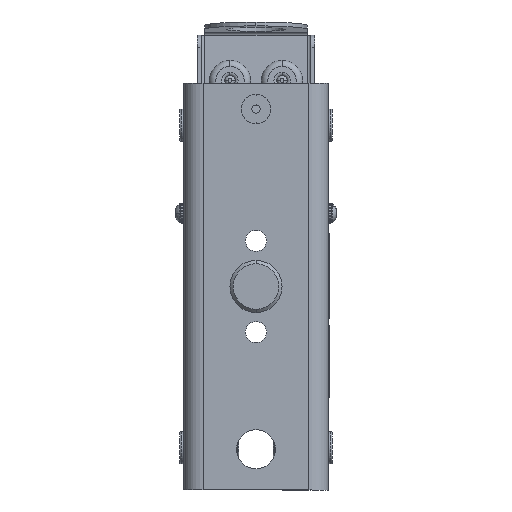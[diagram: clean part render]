
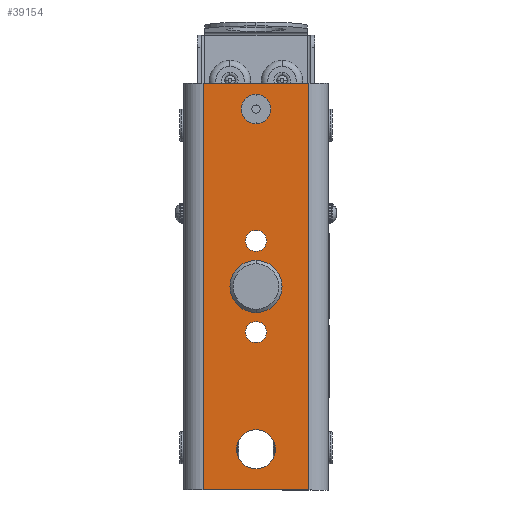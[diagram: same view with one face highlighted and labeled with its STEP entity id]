
A CAD part, front view. The second image highlights one B-rep face of the part: STEP entity #39154.
In plain terms, the highlighted planar face has unit normal (0, -1, 0).
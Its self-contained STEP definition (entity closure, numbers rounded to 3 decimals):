
#321 = CARTESIAN_POINT ( 'NONE',  ( 0., 0., 0. ) ) ;
#392 = CARTESIAN_POINT ( 'NONE',  ( 0., 0., 50. ) ) ;
#1110 = AXIS2_PLACEMENT_3D ( 'NONE', #2107, #32337, #15337 ) ;
#1467 = CARTESIAN_POINT ( 'NONE',  ( 0., 0., 14. ) ) ;
#2073 = ORIENTED_EDGE ( 'NONE', *, *, #28062, .T. ) ;
#2107 = CARTESIAN_POINT ( 'NONE',  ( 0., 0., 0. ) ) ;
#2510 = FACE_BOUND ( 'NONE', #27346, .T. ) ;
#2531 = ORIENTED_EDGE ( 'NONE', *, *, #46391, .F. ) ;
#3247 = DIRECTION ( 'NONE',  ( 0., -1., 0. ) ) ;
#3676 = AXIS2_PLACEMENT_3D ( 'NONE', #321, #9452, #13601 ) ;
#3993 = ORIENTED_EDGE ( 'NONE', *, *, #16771, .F. ) ;
#4706 = CARTESIAN_POINT ( 'NONE',  ( 16.25, 0., 62.5 ) ) ;
#4793 = CIRCLE ( 'NONE', #16737, 6. ) ;
#5689 = EDGE_CURVE ( 'NONE', #50522, #25581, #33550, .T. ) ;
#5885 = ORIENTED_EDGE ( 'NONE', *, *, #45499, .F. ) ;
#6421 = FACE_BOUND ( 'NONE', #37946, .T. ) ;
#6597 = CARTESIAN_POINT ( 'NONE',  ( -3.25, 0., 14. ) ) ;
#6921 = VERTEX_POINT ( 'NONE', #42681 ) ;
#6952 = CARTESIAN_POINT ( 'NONE',  ( 16.25, 0., 62.5 ) ) ;
#7109 = VERTEX_POINT ( 'NONE', #19052 ) ;
#7238 = CARTESIAN_POINT ( 'NONE',  ( 0., 0., -14. ) ) ;
#7485 = DIRECTION ( 'NONE',  ( 0., -1., 0. ) ) ;
#7846 = CIRCLE ( 'NONE', #28278, 3.25 ) ;
#8179 = DIRECTION ( 'NONE',  ( 0., 0., -1. ) ) ;
#8471 = EDGE_LOOP ( 'NONE', ( #50738, #2531 ) ) ;
#8644 = VERTEX_POINT ( 'NONE', #53074 ) ;
#8694 = VECTOR ( 'NONE', #8179, 1000. ) ;
#9244 = CARTESIAN_POINT ( 'NONE',  ( 22.25, 0., 62.5 ) ) ;
#9452 = DIRECTION ( 'NONE',  ( 0., -1., 0. ) ) ;
#10294 = ORIENTED_EDGE ( 'NONE', *, *, #44481, .F. ) ;
#10568 = DIRECTION ( 'NONE',  ( 1., 0., 0. ) ) ;
#10802 = ORIENTED_EDGE ( 'NONE', *, *, #26853, .F. ) ;
#11339 = CIRCLE ( 'NONE', #51462, 3.25 ) ;
#11994 = VERTEX_POINT ( 'NONE', #19953 ) ;
#12006 = DIRECTION ( 'NONE',  ( 0., 0., -1. ) ) ;
#12696 = DIRECTION ( 'NONE',  ( 1., 0., 0. ) ) ;
#13601 = DIRECTION ( 'NONE',  ( 1., 0., 0. ) ) ;
#13634 = VERTEX_POINT ( 'NONE', #6952 ) ;
#13808 = FACE_BOUND ( 'NONE', #43095, .T. ) ;
#14024 = CARTESIAN_POINT ( 'NONE',  ( 0., 0., -50. ) ) ;
#14216 = CIRCLE ( 'NONE', #54248, 4.5 ) ;
#14942 = VERTEX_POINT ( 'NONE', #26144 ) ;
#15337 = DIRECTION ( 'NONE',  ( 1., 0., 0. ) ) ;
#16024 = CARTESIAN_POINT ( 'NONE',  ( 6.25, 0., 0. ) ) ;
#16620 = DIRECTION ( 'NONE',  ( -1., 0., 0. ) ) ;
#16737 = AXIS2_PLACEMENT_3D ( 'NONE', #14024, #31191, #35468 ) ;
#16771 = EDGE_CURVE ( 'NONE', #22044, #54824, #19104, .T. ) ;
#17140 = AXIS2_PLACEMENT_3D ( 'NONE', #32686, #20167, #37323 ) ;
#18194 = VECTOR ( 'NONE', #36428, 1000. ) ;
#19052 = CARTESIAN_POINT ( 'NONE',  ( -16.25, 0., 62.5 ) ) ;
#19085 = CIRCLE ( 'NONE', #3676, 6.25 ) ;
#19104 = CIRCLE ( 'NONE', #47549, 3.25 ) ;
#19953 = CARTESIAN_POINT ( 'NONE',  ( 3.25, 0., -14. ) ) ;
#20167 = DIRECTION ( 'NONE',  ( 0., -1., 0. ) ) ;
#20532 = LINE ( 'NONE', #4706, #21258 ) ;
#20909 = EDGE_CURVE ( 'NONE', #32692, #22332, #50773, .T. ) ;
#21135 = VERTEX_POINT ( 'NONE', #36017 ) ;
#21258 = VECTOR ( 'NONE', #47653, 1000. ) ;
#21480 = CARTESIAN_POINT ( 'NONE',  ( -16.25, 0., -62.5 ) ) ;
#21549 = LINE ( 'NONE', #53753, #18194 ) ;
#22044 = VERTEX_POINT ( 'NONE', #37615 ) ;
#22161 = DIRECTION ( 'NONE',  ( 1., 0., 0. ) ) ;
#22165 = CARTESIAN_POINT ( 'NONE',  ( 0., 0., 59. ) ) ;
#22199 = ORIENTED_EDGE ( 'NONE', *, *, #29535, .F. ) ;
#22332 = VERTEX_POINT ( 'NONE', #45599 ) ;
#22738 = CARTESIAN_POINT ( 'NONE',  ( 0., 0., -50. ) ) ;
#23721 = EDGE_CURVE ( 'NONE', #14942, #52688, #19085, .T. ) ;
#23739 = CARTESIAN_POINT ( 'NONE',  ( 22.25, 0., -62.5 ) ) ;
#23770 = CARTESIAN_POINT ( 'NONE',  ( 0., 0., -14. ) ) ;
#25581 = VERTEX_POINT ( 'NONE', #22165 ) ;
#26144 = CARTESIAN_POINT ( 'NONE',  ( -6.25, 0., 0. ) ) ;
#26151 = ORIENTED_EDGE ( 'NONE', *, *, #41980, .F. ) ;
#26655 = ORIENTED_EDGE ( 'NONE', *, *, #54907, .F. ) ;
#26853 = EDGE_CURVE ( 'NONE', #21135, #8644, #4793, .T. ) ;
#27346 = EDGE_LOOP ( 'NONE', ( #33623, #26655 ) ) ;
#28062 = EDGE_CURVE ( 'NONE', #7109, #22332, #32790, .T. ) ;
#28278 = AXIS2_PLACEMENT_3D ( 'NONE', #23770, #31802, #48776 ) ;
#29535 = EDGE_CURVE ( 'NONE', #54824, #22044, #36013, .T. ) ;
#30923 = CARTESIAN_POINT ( 'NONE',  ( 16.25, 0., -62.5 ) ) ;
#31191 = DIRECTION ( 'NONE',  ( 0., -1., 0. ) ) ;
#31333 = DIRECTION ( 'NONE',  ( 0., -1., 0. ) ) ;
#31348 = DIRECTION ( 'NONE',  ( 0., -1., 0. ) ) ;
#31720 = CIRCLE ( 'NONE', #38543, 6. ) ;
#31771 = EDGE_LOOP ( 'NONE', ( #45498, #2073, #33975, #48406 ) ) ;
#31802 = DIRECTION ( 'NONE',  ( 0., -1., 0. ) ) ;
#32337 = DIRECTION ( 'NONE',  ( 0., -1., 0. ) ) ;
#32686 = CARTESIAN_POINT ( 'NONE',  ( 0., 0., 14. ) ) ;
#32692 = VERTEX_POINT ( 'NONE', #30923 ) ;
#32761 = AXIS2_PLACEMENT_3D ( 'NONE', #9244, #47713, #22161 ) ;
#32790 = LINE ( 'NONE', #21480, #8694 ) ;
#33123 = DIRECTION ( 'NONE',  ( 0., 0., -1. ) ) ;
#33471 = CARTESIAN_POINT ( 'NONE',  ( 0., 0., 54.5 ) ) ;
#33550 = CIRCLE ( 'NONE', #53666, 4.5 ) ;
#33623 = ORIENTED_EDGE ( 'NONE', *, *, #5689, .F. ) ;
#33783 = DIRECTION ( 'NONE',  ( 0., -1., 0. ) ) ;
#33975 = ORIENTED_EDGE ( 'NONE', *, *, #20909, .F. ) ;
#34008 = EDGE_CURVE ( 'NONE', #13634, #7109, #21549, .T. ) ;
#35468 = DIRECTION ( 'NONE',  ( 1., 0., 0. ) ) ;
#36013 = CIRCLE ( 'NONE', #17140, 3.25 ) ;
#36017 = CARTESIAN_POINT ( 'NONE',  ( 6., 0., -50. ) ) ;
#36428 = DIRECTION ( 'NONE',  ( -1., 0., 0. ) ) ;
#37323 = DIRECTION ( 'NONE',  ( 1., 0., 0. ) ) ;
#37615 = CARTESIAN_POINT ( 'NONE',  ( 3.25, 0., 14. ) ) ;
#37946 = EDGE_LOOP ( 'NONE', ( #10802, #26151 ) ) ;
#38543 = AXIS2_PLACEMENT_3D ( 'NONE', #22738, #31333, #10568 ) ;
#39154 = ADVANCED_FACE ( 'NONE', ( #2510, #40495, #53881, #51208, #13808, #6421 ), #39316, .T. ) ;
#39316 = PLANE ( 'NONE',  #32761 ) ;
#40145 = VECTOR ( 'NONE', #16620, 1000. ) ;
#40495 = FACE_OUTER_BOUND ( 'NONE', #31771, .T. ) ;
#41131 = CARTESIAN_POINT ( 'NONE',  ( 0., 0., 54.5 ) ) ;
#41980 = EDGE_CURVE ( 'NONE', #8644, #21135, #31720, .T. ) ;
#42681 = CARTESIAN_POINT ( 'NONE',  ( -3.25, 0., -14. ) ) ;
#43095 = EDGE_LOOP ( 'NONE', ( #22199, #3993 ) ) ;
#43204 = EDGE_LOOP ( 'NONE', ( #10294, #5885 ) ) ;
#44481 = EDGE_CURVE ( 'NONE', #6921, #11994, #11339, .T. ) ;
#45498 = ORIENTED_EDGE ( 'NONE', *, *, #34008, .T. ) ;
#45499 = EDGE_CURVE ( 'NONE', #11994, #6921, #7846, .T. ) ;
#45599 = CARTESIAN_POINT ( 'NONE',  ( -16.25, 0., -62.5 ) ) ;
#46135 = EDGE_CURVE ( 'NONE', #32692, #13634, #20532, .T. ) ;
#46391 = EDGE_CURVE ( 'NONE', #52688, #14942, #53893, .T. ) ;
#47549 = AXIS2_PLACEMENT_3D ( 'NONE', #1467, #31348, #53676 ) ;
#47653 = DIRECTION ( 'NONE',  ( 0., 0., 1. ) ) ;
#47713 = DIRECTION ( 'NONE',  ( 0., -1., 0. ) ) ;
#48406 = ORIENTED_EDGE ( 'NONE', *, *, #46135, .T. ) ;
#48776 = DIRECTION ( 'NONE',  ( 1., 0., 0. ) ) ;
#50522 = VERTEX_POINT ( 'NONE', #392 ) ;
#50738 = ORIENTED_EDGE ( 'NONE', *, *, #23721, .F. ) ;
#50773 = LINE ( 'NONE', #23739, #40145 ) ;
#51208 = FACE_BOUND ( 'NONE', #8471, .T. ) ;
#51462 = AXIS2_PLACEMENT_3D ( 'NONE', #7238, #33783, #12696 ) ;
#52688 = VERTEX_POINT ( 'NONE', #16024 ) ;
#53074 = CARTESIAN_POINT ( 'NONE',  ( -6., 0., -50. ) ) ;
#53666 = AXIS2_PLACEMENT_3D ( 'NONE', #41131, #3247, #33123 ) ;
#53676 = DIRECTION ( 'NONE',  ( 1., 0., 0. ) ) ;
#53753 = CARTESIAN_POINT ( 'NONE',  ( 22.25, 0., 62.5 ) ) ;
#53881 = FACE_BOUND ( 'NONE', #43204, .T. ) ;
#53893 = CIRCLE ( 'NONE', #1110, 6.25 ) ;
#54248 = AXIS2_PLACEMENT_3D ( 'NONE', #33471, #7485, #12006 ) ;
#54824 = VERTEX_POINT ( 'NONE', #6597 ) ;
#54907 = EDGE_CURVE ( 'NONE', #25581, #50522, #14216, .T. ) ;
